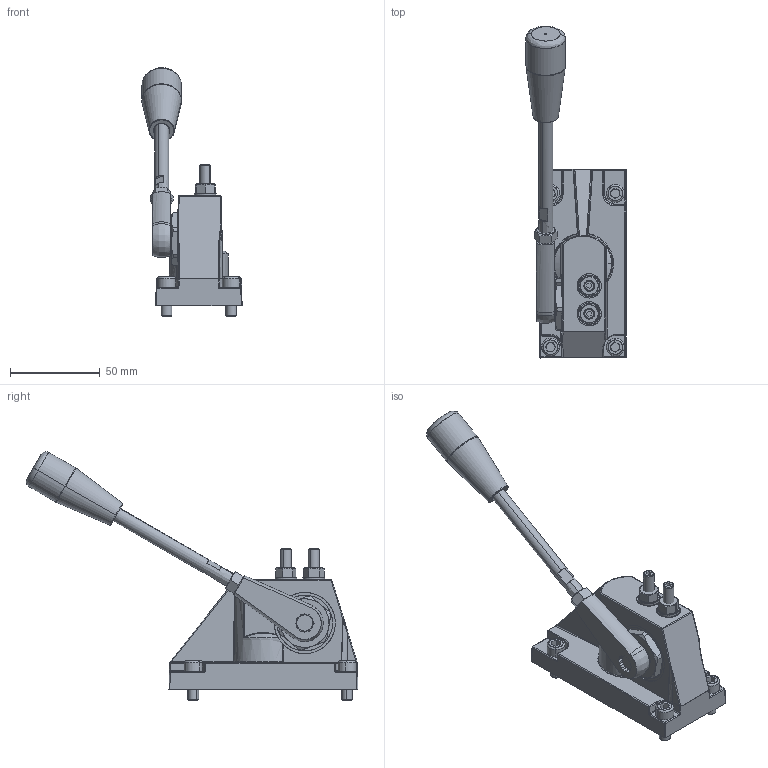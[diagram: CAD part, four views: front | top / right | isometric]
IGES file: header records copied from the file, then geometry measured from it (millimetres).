
Start section: SolidWorks IGES file using analytic representation for surfaces
Global section: file name: HCM0004104000.igs; native system: SolidWorks 2012; preprocessor: SolidWorks 2012; author: ARUTPUT15; date: 131005.122713; units: millimetre
Bounding box: 55.7 x 184.41 x 138.31 mm (x, y, z)
Surface area: 39700.1 mm2 (no closed solid volume)
Topology: 0 solids, 0 shells, 446 faces, 4298 edges, 4277 vertices
Faces by surface type: bspline 233, revolution 213
